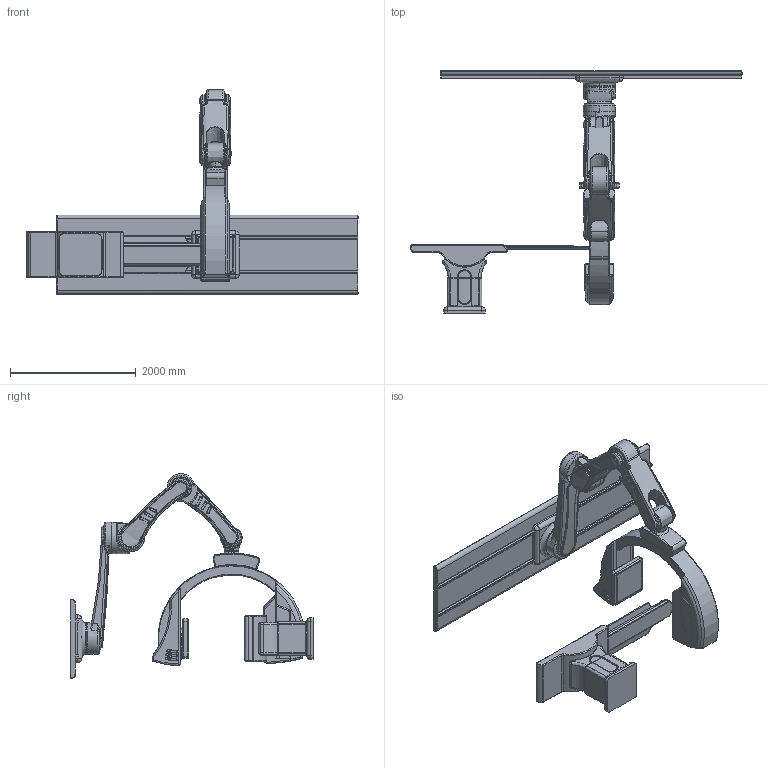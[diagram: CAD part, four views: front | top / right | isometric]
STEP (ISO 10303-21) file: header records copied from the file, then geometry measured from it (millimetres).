
FILE_DESCRIPTION(('FreeCAD Model'),'2;1');
FILE_NAME('Open CASCADE Shape Model','2025-04-29T07:13:58',('FreeCAD'),( 'FreeCAD'),'Open CASCADE STEP processor 7.6','FreeCAD','Unknown');
FILE_SCHEMA(('AUTOMOTIVE_DESIGN { 1 0 10303 214 1 1 1 1 }'));
Products named in the file (1): Open CASCADE STEP translator 7.6 1
Bounding box: 5280.81 x 3858.17 x 3254.18 mm (x, y, z)
Volume: 2357686447.6 mm3; surface area: 48097656.5 mm2
Topology: 18 solids, 18 shells, 1242 faces, 2991 edges, 1749 vertices
Faces by surface type: bspline 1242
Entity records: 51089 total; most frequent: CARTESIAN_POINT 34308, ORIENTED_EDGE 5978, EDGE_CURVE 2989, B_SPLINE_CURVE_WITH_KNOTS 1877, VERTEX_POINT 1749, FACE_BOUND 1268, EDGE_LOOP 1268, ADVANCED_FACE 1242
